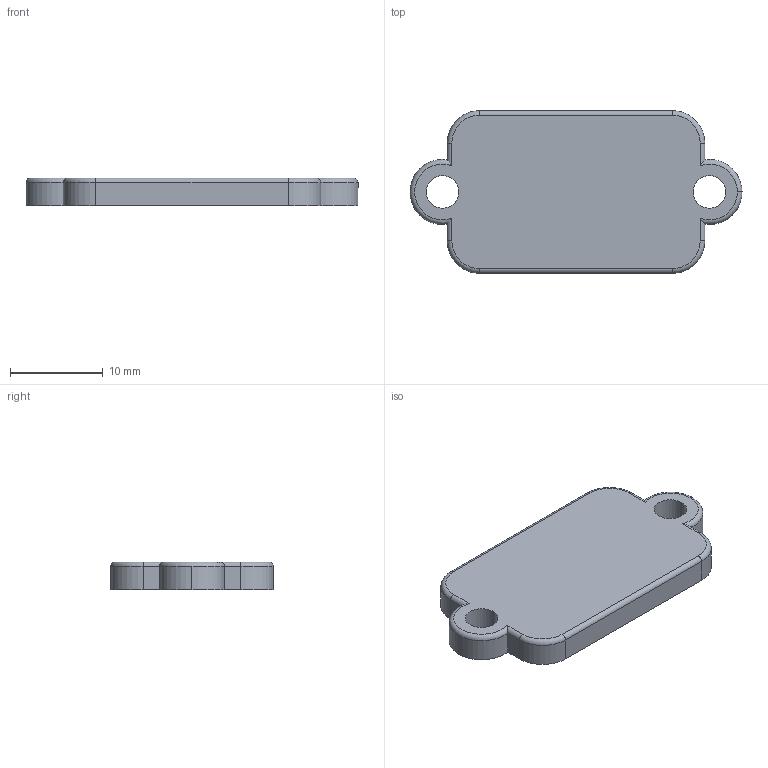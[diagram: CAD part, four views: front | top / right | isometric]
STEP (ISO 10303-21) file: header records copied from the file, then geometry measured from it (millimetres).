
FILE_DESCRIPTION (( 'STEP AP214' ), '1' );
FILE_NAME ('Mipi_clamp.STEP', '2024-08-29T20:03:11', ( '' ), ( '' ), 'SwSTEP 2.0', 'SolidWorks 2024', '' );
FILE_SCHEMA (( 'AUTOMOTIVE_DESIGN' ));
Length unit declared in the file: millimetre
Products named in the file (1): Mipi_clamp
Bounding box: 35.7 x 17.5 x 3 mm (x, y, z)
Volume: 1496.3 mm3; surface area: 1330.1 mm2
Topology: 1 solids, 1 shells, 32 faces, 78 edges, 48 vertices
Faces by surface type: cylinder 17, plane 8, torus 7
Entity records: 996 total; most frequent: CARTESIAN_POINT 187, DIRECTION 179, ORIENTED_EDGE 156, EDGE_CURVE 78, AXIS2_PLACEMENT_3D 72, VERTEX_POINT 48, CIRCLE 39, EDGE_LOOP 36
